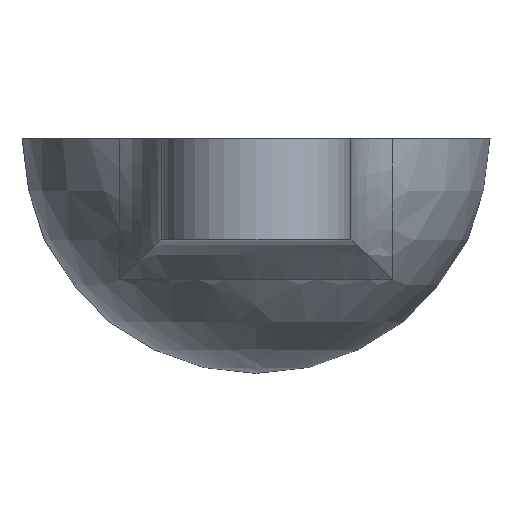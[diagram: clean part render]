
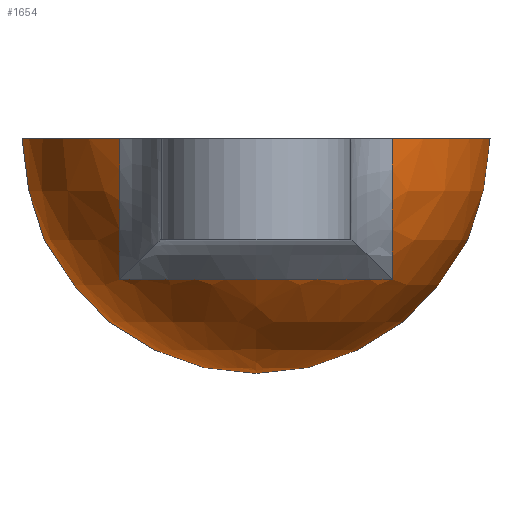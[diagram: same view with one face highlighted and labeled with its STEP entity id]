
A CAD part, left-side view. The second image highlights one B-rep face of the part: STEP entity #1654.
In plain terms, the highlighted spherical face has radius 18.7 mm.
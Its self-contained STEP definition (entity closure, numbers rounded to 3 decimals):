
#15=SPHERICAL_SURFACE('',#1731,18.7);
#23=CIRCLE('',#1718,18.7);
#29=CIRCLE('',#1729,14.97);
#30=CIRCLE('',#1730,14.97);
#31=CIRCLE('',#1732,15.226);
#32=CIRCLE('',#1733,18.7);
#33=CIRCLE('',#1734,15.226);
#235=FACE_OUTER_BOUND('',#330,.T.);
#330=EDGE_LOOP('',(#1500,#1501,#1502,#1503,#1504,#1505,#1506));
#786=VERTEX_POINT('',#3070);
#787=VERTEX_POINT('',#3072);
#796=VERTEX_POINT('',#3105);
#797=VERTEX_POINT('',#3116);
#798=VERTEX_POINT('',#3118);
#799=VERTEX_POINT('',#3132);
#1020=EDGE_CURVE('',#786,#787,#23,.F.);
#1034=EDGE_CURVE('',#796,#797,#29,.T.);
#1035=EDGE_CURVE('',#797,#798,#30,.T.);
#1037=EDGE_CURVE('',#798,#786,#31,.T.);
#1038=EDGE_CURVE('',#797,#799,#32,.T.);
#1039=EDGE_CURVE('',#787,#796,#33,.T.);
#1500=ORIENTED_EDGE('',*,*,#1037,.F.);
#1501=ORIENTED_EDGE('',*,*,#1035,.F.);
#1502=ORIENTED_EDGE('',*,*,#1038,.T.);
#1503=ORIENTED_EDGE('',*,*,#1038,.F.);
#1504=ORIENTED_EDGE('',*,*,#1034,.F.);
#1505=ORIENTED_EDGE('',*,*,#1039,.F.);
#1506=ORIENTED_EDGE('',*,*,#1020,.F.);
#1654=ADVANCED_FACE('',(#235),#15,.T.);
#1718=AXIS2_PLACEMENT_3D('',#3073,#1980,#1981);
#1729=AXIS2_PLACEMENT_3D('',#3117,#2007,#2008);
#1730=AXIS2_PLACEMENT_3D('',#3119,#2009,#2010);
#1731=AXIS2_PLACEMENT_3D('',#3130,#2011,#2012);
#1732=AXIS2_PLACEMENT_3D('',#3131,#2013,#2014);
#1733=AXIS2_PLACEMENT_3D('',#3133,#2015,#2016);
#1734=AXIS2_PLACEMENT_3D('',#3134,#2017,#2018);
#1980=DIRECTION('center_axis',(0.,0.,-1.));
#1981=DIRECTION('ref_axis',(0.,1.,0.));
#2007=DIRECTION('center_axis',(0.,0.,1.));
#2008=DIRECTION('ref_axis',(-1.,0.,0.));
#2009=DIRECTION('center_axis',(0.,0.,1.));
#2010=DIRECTION('ref_axis',(-1.,0.,0.));
#2011=DIRECTION('center_axis',(0.,0.,1.));
#2012=DIRECTION('ref_axis',(1.,0.,0.));
#2013=DIRECTION('center_axis',(0.,1.,0.));
#2014=DIRECTION('ref_axis',(-0.971,0.,-0.241));
#2015=DIRECTION('center_axis',(0.,-1.,0.));
#2016=DIRECTION('ref_axis',(-1.,0.,0.));
#2017=DIRECTION('center_axis',(0.,-1.,0.));
#2018=DIRECTION('ref_axis',(-0.971,0.,-0.241));
#3070=CARTESIAN_POINT('',(-15.226,-10.856,0.));
#3072=CARTESIAN_POINT('',(-15.226,10.856,0.));
#3073=CARTESIAN_POINT('Origin',(0.,0.,0.));
#3105=CARTESIAN_POINT('',(-10.309,10.856,-11.206));
#3116=CARTESIAN_POINT('',(-14.97,0.,-11.206));
#3117=CARTESIAN_POINT('Origin',(0.,0.,-11.206));
#3118=CARTESIAN_POINT('',(-10.309,-10.856,-11.206));
#3119=CARTESIAN_POINT('Origin',(0.,0.,-11.206));
#3130=CARTESIAN_POINT('Origin',(0.,0.,0.));
#3131=CARTESIAN_POINT('Origin',(0.,-10.856,0.));
#3132=CARTESIAN_POINT('',(0.,0.,-18.7));
#3133=CARTESIAN_POINT('Origin',(0.,0.,0.));
#3134=CARTESIAN_POINT('Origin',(0.,10.856,0.));
